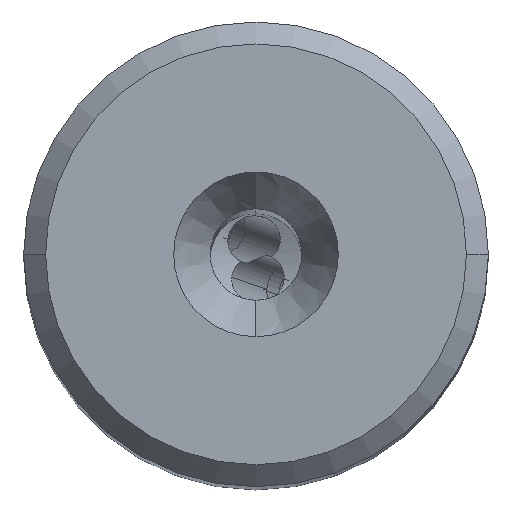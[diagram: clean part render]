
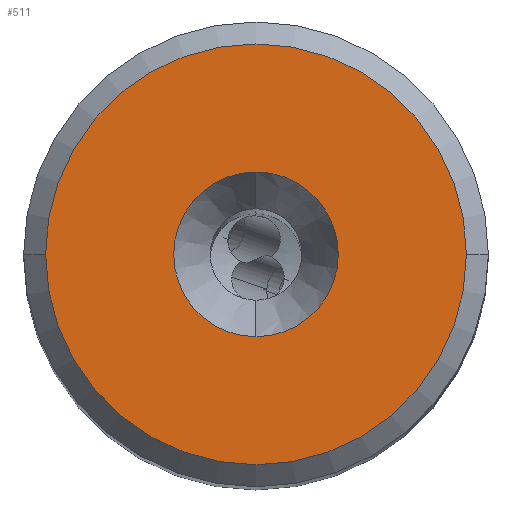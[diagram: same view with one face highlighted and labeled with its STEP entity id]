
A CAD part, top view. The second image highlights one B-rep face of the part: STEP entity #511.
In plain terms, the highlighted planar face has unit normal (0, 0, 1).
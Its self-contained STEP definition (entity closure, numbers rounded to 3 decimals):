
#389=PLANE('',#4621);
#443=FACE_BOUND('',#1109,.T.);
#444=FACE_BOUND('',#1110,.T.);
#511=ADVANCED_FACE('',(#443,#444),#389,.F.);
#1109=EDGE_LOOP('',(#1597,#1598));
#1110=EDGE_LOOP('',(#1599,#1600));
#1383=CIRCLE('',#4616,11.5);
#1384=CIRCLE('',#4618,11.5);
#1385=CIRCLE('',#4619,4.5);
#1386=CIRCLE('',#4620,4.5);
#1597=ORIENTED_EDGE('',*,*,#3402,.T.);
#1598=ORIENTED_EDGE('',*,*,#3403,.T.);
#1599=ORIENTED_EDGE('',*,*,#3404,.T.);
#1600=ORIENTED_EDGE('',*,*,#3405,.T.);
#2963=VERTEX_POINT('',#6289);
#2964=VERTEX_POINT('',#6291);
#2965=VERTEX_POINT('',#6296);
#2966=VERTEX_POINT('',#6297);
#3402=EDGE_CURVE('',#2963,#2964,#1383,.T.);
#3403=EDGE_CURVE('',#2964,#2963,#1384,.T.);
#3404=EDGE_CURVE('',#2965,#2966,#1385,.T.);
#3405=EDGE_CURVE('',#2966,#2965,#1386,.T.);
#4616=AXIS2_PLACEMENT_3D('',#6292,#5119,#5120);
#4618=AXIS2_PLACEMENT_3D('',#6294,#5123,#5124);
#4619=AXIS2_PLACEMENT_3D('',#6295,#5125,#5126);
#4620=AXIS2_PLACEMENT_3D('',#6298,#5127,#5128);
#4621=AXIS2_PLACEMENT_3D('',#6299,#5129,#5130);
#5119=DIRECTION('',(0.,0.,1.));
#5120=DIRECTION('',(1.,0.,0.));
#5123=DIRECTION('',(0.,0.,1.));
#5124=DIRECTION('',(-1.,0.,0.));
#5125=DIRECTION('',(0.,0.,-1.));
#5126=DIRECTION('',(0.,-1.,0.));
#5127=DIRECTION('',(0.,0.,-1.));
#5128=DIRECTION('',(0.,1.,0.));
#5129=DIRECTION('',(0.,0.,-1.));
#5130=DIRECTION('',(-1.,0.,0.));
#6289=CARTESIAN_POINT('',(11.5,0.,0.));
#6291=CARTESIAN_POINT('',(-11.5,0.,0.));
#6292=CARTESIAN_POINT('',(0.,0.,0.));
#6294=CARTESIAN_POINT('',(0.,0.,0.));
#6295=CARTESIAN_POINT('',(0.,0.,0.));
#6296=CARTESIAN_POINT('',(0.,-4.5,0.));
#6297=CARTESIAN_POINT('',(0.,4.5,0.));
#6298=CARTESIAN_POINT('',(0.,0.,0.));
#6299=CARTESIAN_POINT('',(0.,0.,0.));
